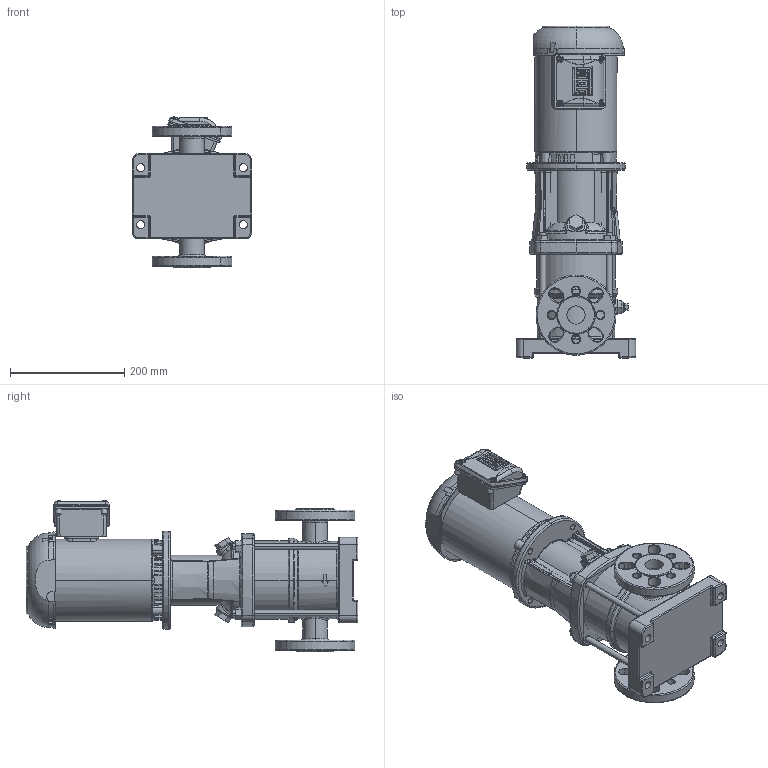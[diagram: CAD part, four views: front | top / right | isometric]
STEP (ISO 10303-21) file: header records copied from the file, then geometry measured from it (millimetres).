
FILE_DESCRIPTION (( 'STEP AP203' ), '1' );
FILE_NAME ('3303707 - MVI-5-5-.5 HP-56C-304-E-115_230V~1.step', '2022-03-30T13:55:06', ( '' ), ( '' ), 'SwSTEP 2.0', 'SolidWorks 2021', '' );
FILE_SCHEMA (( 'CONFIG_CONTROL_DESIGN' ));
Length unit declared in the file: inch
Products named in the file (5): sbi_n_1-5_flange(NEMA); 3329285 - NEMA V2 0.5HP W56C 115_208-230V~1 TEFC; MVI PEO - [304-EPDM]_3304003 - MVI-5-5-.5 HP-56C-304-E-S; ~1 MOTOR_3329285 - NEMA V2 0.5HP W56C 115_208-230V~1 TEFC; 3303707 - MVI-5-5-.5 HP-56C-304-E-115_230V~1
Assembly tree (4 placements, depth 3):
  3303707 - MVI-5-5-.5 HP-56C-304-E-115_230V~1
    MVI PEO - [304-EPDM]_3304003 - MVI-5-5-.5 HP-56C-304-E-S
      sbi_n_1-5_flange(NEMA)
    ~1 MOTOR_3329285 - NEMA V2 0.5HP W56C 115_208-230V~1 TEFC
      3329285 - NEMA V2 0.5HP W56C 115_208-230V~1 TEFC
Bounding box: 210 x 581.7 x 264.74 mm (x, y, z)
Volume: 10714637.6 mm3; surface area: 751059.7 mm2
Topology: 6 solids, 10 shells, 1990 faces, 5141 edges, 3216 vertices
Faces by surface type: cylinder 672, plane 624, bspline 401, cone 244, torus 49
Entity records: 97636 total; most frequent: CARTESIAN_POINT 52994, ORIENTED_EDGE 10228, DIRECTION 7850, EDGE_CURVE 5114, VERTEX_POINT 3214, AXIS2_PLACEMENT_3D 2969, EDGE_LOOP 2148, FACE_OUTER_BOUND 1990
